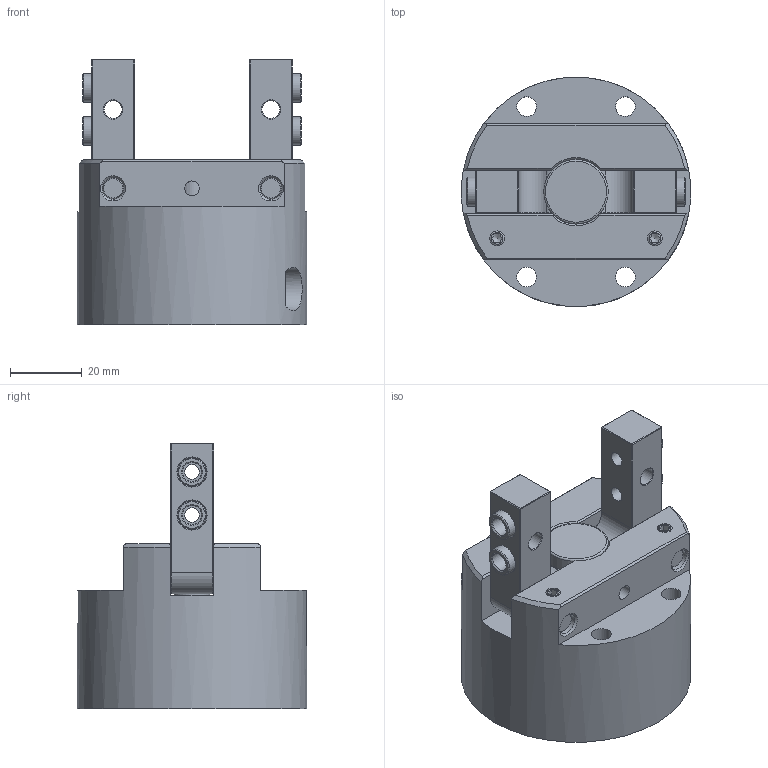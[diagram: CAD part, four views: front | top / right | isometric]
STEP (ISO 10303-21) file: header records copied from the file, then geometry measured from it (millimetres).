
FILE_DESCRIPTION(/* description */ (''),/* implementation_level */ '2;1');
FILE_NAME(/* name */ 'GAP-64.stp',/* time_stamp */ '2021-05-19T09:03:08+02:00',/* author */ ('Emilio'),/* organization */ (''),/* preprocessor_version */ 'ST-DEVELOPER v17.2',/* originating_system */ 'Autodesk Inventor 2019',/* authorisation */ '');
FILE_SCHEMA (('AUTOMOTIVE_DESIGN { 1 0 10303 214 3 1 1 }'));
Length unit declared in the file: millimetre
Products named in the file (8): GAP-64; DIN 913 - M5 x 5 Acciaio; DIN 913 - M3 x 4 Acciaio; BOCCOLA 8H7L5.4; ISO 8734 - 6 x 35 - ADIN EN; GAP-64 corpo cliente; GAP-64 leva; GAP-64 stelo
Assembly tree (14 placements, depth 2):
  GAP-64
    ISO 8734 - 6 x 35 - ADIN EN  x2
    BOCCOLA 8H7L5.4  x4
    DIN 913 - M5 x 5 Acciaio  x2
    DIN 913 - M3 x 4 Acciaio  x2
    GAP-64 corpo cliente
    GAP-64 leva  x2
    GAP-64 stelo
Bounding box: 64 x 64 x 74 mm (x, y, z)
Volume: 132467.7 mm3; surface area: 32574.7 mm2
Topology: 14 solids, 14 shells, 266 faces, 654 edges, 426 vertices
Faces by surface type: plane 108, cone 85, cylinder 67, torus 6
Full cylindrical faces by diameter (mm): 2.459 x2, 3 x4, 4 x2, 4.134 x11, 5 x4, 5.3 x4, 5.5 x4, 6 x8, 7.4 x1, 8 x8, 10 x1, 18 x2, 41 x1, 64 x1
Entity records: 5854 total; most frequent: CARTESIAN_POINT 1206, DIRECTION 983, ORIENTED_EDGE 854, EDGE_CURVE 427, AXIS2_PLACEMENT_3D 401, VERTEX_POINT 289, EDGE_LOOP 220, CIRCLE 211
